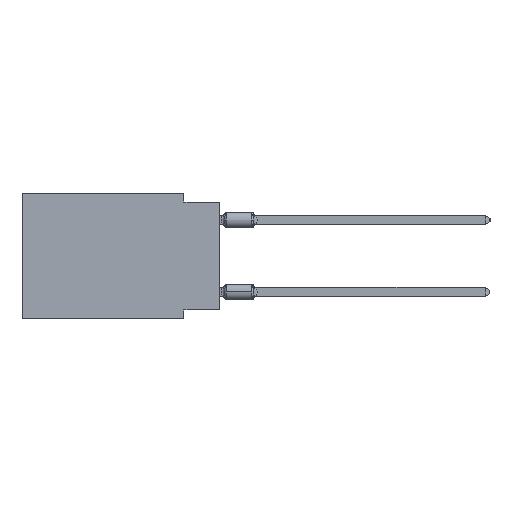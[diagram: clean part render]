
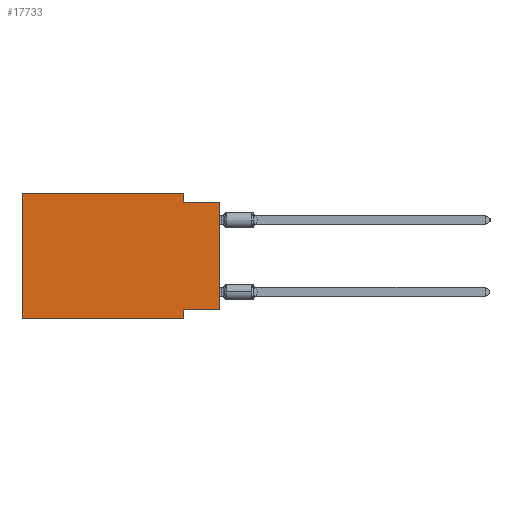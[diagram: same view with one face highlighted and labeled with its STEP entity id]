
A CAD part, left-side view. The second image highlights one B-rep face of the part: STEP entity #17733.
In plain terms, the highlighted planar face has unit normal (-1, 0, 0).
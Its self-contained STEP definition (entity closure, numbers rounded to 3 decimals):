
#1295 = CARTESIAN_POINT ( 'NONE',  ( 0., 2.54, -8.255 ) ) ;
#1369 = EDGE_CURVE ( 'NONE', #22958, #18169, #18952, .T. ) ;
#2589 = CARTESIAN_POINT ( 'NONE',  ( 0., 13.97, -8.89 ) ) ;
#4269 = EDGE_CURVE ( 'NONE', #44562, #12347, #22904, .T. ) ;
#4449 = AXIS2_PLACEMENT_3D ( 'NONE', #46942, #34047, #10851 ) ;
#5342 = LINE ( 'NONE', #13793, #37400 ) ;
#5949 = CARTESIAN_POINT ( 'NONE',  ( 0., 13.97, -8.89 ) ) ;
#6409 = ORIENTED_EDGE ( 'NONE', *, *, #33739, .F. ) ;
#7075 = EDGE_LOOP ( 'NONE', ( #24675, #41899, #6409, #37446, #47885, #9857, #48962, #25379 ) ) ;
#7655 = EDGE_CURVE ( 'NONE', #18494, #35107, #24492, .T. ) ;
#8341 = DIRECTION ( 'NONE',  ( 0., 1., 0. ) ) ;
#8998 = VERTEX_POINT ( 'NONE', #50835 ) ;
#9857 = ORIENTED_EDGE ( 'NONE', *, *, #4269, .T. ) ;
#10146 = LINE ( 'NONE', #42565, #49945 ) ;
#10851 = DIRECTION ( 'NONE',  ( 0., 0., -1. ) ) ;
#12347 = VERTEX_POINT ( 'NONE', #37682 ) ;
#12932 = VECTOR ( 'NONE', #43169, 1000. ) ;
#13276 = VECTOR ( 'NONE', #44252, 1000. ) ;
#13793 = CARTESIAN_POINT ( 'NONE',  ( 0., 0., -0.635 ) ) ;
#14054 = LINE ( 'NONE', #21704, #32306 ) ;
#14490 = CARTESIAN_POINT ( 'NONE',  ( 0., 2.54, 0. ) ) ;
#17733 = ADVANCED_FACE ( 'NONE', ( #34820 ), #18496, .F. ) ;
#18169 = VERTEX_POINT ( 'NONE', #14490 ) ;
#18494 = VERTEX_POINT ( 'NONE', #23317 ) ;
#18496 = PLANE ( 'NONE',  #4449 ) ;
#18952 = LINE ( 'NONE', #31847, #12932 ) ;
#19807 = VECTOR ( 'NONE', #46328, 1000. ) ;
#20547 = CARTESIAN_POINT ( 'NONE',  ( 0., 13.97, 0. ) ) ;
#20810 = CARTESIAN_POINT ( 'NONE',  ( 0., 2.54, 0. ) ) ;
#21704 = CARTESIAN_POINT ( 'NONE',  ( 0., 2.54, -8.89 ) ) ;
#22131 = EDGE_CURVE ( 'NONE', #18494, #46926, #44702, .T. ) ;
#22904 = LINE ( 'NONE', #2589, #19807 ) ;
#22958 = VERTEX_POINT ( 'NONE', #20547 ) ;
#23317 = CARTESIAN_POINT ( 'NONE',  ( 0., 0., -8.255 ) ) ;
#23914 = CARTESIAN_POINT ( 'NONE',  ( 0., 0., -8.255 ) ) ;
#24492 = LINE ( 'NONE', #36327, #13276 ) ;
#24675 = ORIENTED_EDGE ( 'NONE', *, *, #7655, .T. ) ;
#25379 = ORIENTED_EDGE ( 'NONE', *, *, #22131, .F. ) ;
#29350 = DIRECTION ( 'NONE',  ( 0., -1., 0. ) ) ;
#30555 = LINE ( 'NONE', #20810, #42056 ) ;
#31374 = EDGE_CURVE ( 'NONE', #44562, #22958, #10146, .T. ) ;
#31769 = EDGE_CURVE ( 'NONE', #46926, #12347, #14054, .T. ) ;
#31847 = CARTESIAN_POINT ( 'NONE',  ( 0., 13.97, 0. ) ) ;
#32306 = VECTOR ( 'NONE', #33541, 1000. ) ;
#33541 = DIRECTION ( 'NONE',  ( 0., 0., -1. ) ) ;
#33739 = EDGE_CURVE ( 'NONE', #18169, #8998, #30555, .T. ) ;
#34047 = DIRECTION ( 'NONE',  ( 1., 0., 0. ) ) ;
#34820 = FACE_OUTER_BOUND ( 'NONE', #7075, .T. ) ;
#35107 = VERTEX_POINT ( 'NONE', #43988 ) ;
#36327 = CARTESIAN_POINT ( 'NONE',  ( 0., 0., 0. ) ) ;
#37400 = VECTOR ( 'NONE', #29350, 1000. ) ;
#37446 = ORIENTED_EDGE ( 'NONE', *, *, #1369, .F. ) ;
#37682 = CARTESIAN_POINT ( 'NONE',  ( 0., 2.54, -8.89 ) ) ;
#40256 = VECTOR ( 'NONE', #8341, 1000. ) ;
#41776 = DIRECTION ( 'NONE',  ( 0., 0., 1. ) ) ;
#41899 = ORIENTED_EDGE ( 'NONE', *, *, #48430, .F. ) ;
#42056 = VECTOR ( 'NONE', #43978, 1000. ) ;
#42565 = CARTESIAN_POINT ( 'NONE',  ( 0., 13.97, 0. ) ) ;
#43169 = DIRECTION ( 'NONE',  ( 0., -1., 0. ) ) ;
#43978 = DIRECTION ( 'NONE',  ( 0., 0., -1. ) ) ;
#43988 = CARTESIAN_POINT ( 'NONE',  ( 0., 0., -0.635 ) ) ;
#44252 = DIRECTION ( 'NONE',  ( 0., 0., 1. ) ) ;
#44562 = VERTEX_POINT ( 'NONE', #5949 ) ;
#44702 = LINE ( 'NONE', #23914, #40256 ) ;
#46328 = DIRECTION ( 'NONE',  ( 0., -1., 0. ) ) ;
#46926 = VERTEX_POINT ( 'NONE', #1295 ) ;
#46942 = CARTESIAN_POINT ( 'NONE',  ( 0., 13.97, 0. ) ) ;
#47885 = ORIENTED_EDGE ( 'NONE', *, *, #31374, .F. ) ;
#48430 = EDGE_CURVE ( 'NONE', #8998, #35107, #5342, .T. ) ;
#48962 = ORIENTED_EDGE ( 'NONE', *, *, #31769, .F. ) ;
#49945 = VECTOR ( 'NONE', #41776, 1000. ) ;
#50835 = CARTESIAN_POINT ( 'NONE',  ( 0., 2.54, -0.635 ) ) ;
